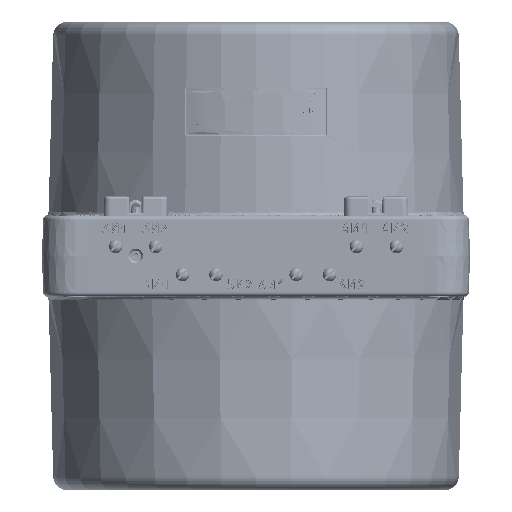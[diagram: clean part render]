
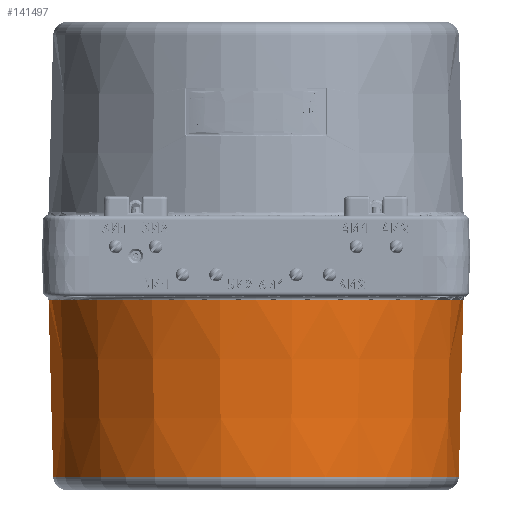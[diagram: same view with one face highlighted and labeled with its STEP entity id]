
A CAD part, front view. The second image highlights one B-rep face of the part: STEP entity #141497.
In plain terms, the highlighted conical face has half-angle 1.5 degrees and reference radius 151.658 mm.
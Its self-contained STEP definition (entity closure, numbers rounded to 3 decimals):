
#52762 = ORIENTED_EDGE ( 'NONE', *, *, #94908, .T. ) ;
#52804 = ORIENTED_EDGE ( 'NONE', *, *, #104863, .T. ) ;
#52901 = ORIENTED_EDGE ( 'NONE', *, *, #104763, .F. ) ;
#52905 = ORIENTED_EDGE ( 'NONE', *, *, #104854, .T. ) ;
#65223 = EDGE_LOOP ( 'NONE', ( #52901, #52762, #52804, #52905 ) ) ;
#69388 = VERTEX_POINT ( 'NONE', #74417 ) ;
#69538 = VERTEX_POINT ( 'NONE', #74638 ) ;
#69548 = VERTEX_POINT ( 'NONE', #74709 ) ;
#69567 = VERTEX_POINT ( 'NONE', #74777 ) ;
#74417 = CARTESIAN_POINT ( 'NONE',  ( -155.123, 0., -32.921 ) ) ;
#74638 = CARTESIAN_POINT ( 'NONE',  ( 151.658, 0., -165.262 ) ) ;
#74709 = CARTESIAN_POINT ( 'NONE',  ( -151.658, 0., -165.262 ) ) ;
#74777 = CARTESIAN_POINT ( 'NONE',  ( 155.123, 0., -32.921 ) ) ;
#94908 = EDGE_CURVE ( 'NONE', #69548, #69538, #123658, .T. ) ;
#97188 = FACE_OUTER_BOUND ( 'NONE', #65223, .T. ) ;
#101733 = CONICAL_SURFACE ( 'NONE', #102680, 151.658, 0.026 ) ;
#102680 = AXIS2_PLACEMENT_3D ( 'NONE', #122118, #122130, #122151 ) ;
#104148 = AXIS2_PLACEMENT_3D ( 'NONE', #128451, #128439, #128454 ) ;
#104763 = EDGE_CURVE ( 'NONE', #69548, #69388, #152411, .T. ) ;
#104854 = EDGE_CURVE ( 'NONE', #69567, #69388, #152417, .T. ) ;
#104863 = EDGE_CURVE ( 'NONE', #69538, #69567, #152452, .T. ) ;
#122118 = CARTESIAN_POINT ( 'NONE',  ( 0., 0., -165.262 ) ) ;
#122130 = DIRECTION ( 'NONE',  ( 0., 0., 1. ) ) ;
#122151 = DIRECTION ( 'NONE',  ( 1., 0., 0. ) ) ;
#123658 = CIRCLE ( 'NONE', #104148, 151.658 ) ;
#128439 = DIRECTION ( 'NONE',  ( 0., 0., 1. ) ) ;
#128451 = CARTESIAN_POINT ( 'NONE',  ( 0., 0., -165.262 ) ) ;
#128454 = DIRECTION ( 'NONE',  ( 1., 0., 0. ) ) ;
#141497 = ADVANCED_FACE ( 'NONE', ( #97188 ), #101733, .T. ) ;
#146169 = AXIS2_PLACEMENT_3D ( 'NONE', #153148, #153163, #153150 ) ;
#152060 = CARTESIAN_POINT ( 'NONE',  ( -151.658, 0., -165.262 ) ) ;
#152092 = DIRECTION ( 'NONE',  ( -0.026, 0., 1. ) ) ;
#152397 = VECTOR ( 'NONE', #152092, 1000. ) ;
#152411 = LINE ( 'NONE', #152060, #152397 ) ;
#152417 = CIRCLE ( 'NONE', #146169, 155.123 ) ;
#152441 = VECTOR ( 'NONE', #153208, 1000. ) ;
#152452 = LINE ( 'NONE', #153171, #152441 ) ;
#153148 = CARTESIAN_POINT ( 'NONE',  ( 0., 0., -32.921 ) ) ;
#153150 = DIRECTION ( 'NONE',  ( 1., 0., 0. ) ) ;
#153163 = DIRECTION ( 'NONE',  ( 0., 0., -1. ) ) ;
#153171 = CARTESIAN_POINT ( 'NONE',  ( 151.658, 0., -165.262 ) ) ;
#153208 = DIRECTION ( 'NONE',  ( 0.026, 0., 1. ) ) ;
